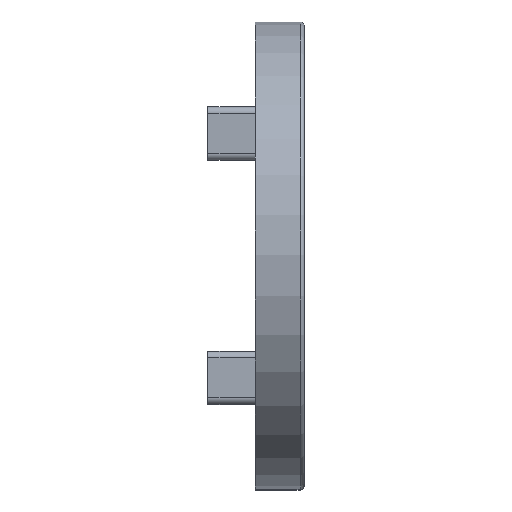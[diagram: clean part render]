
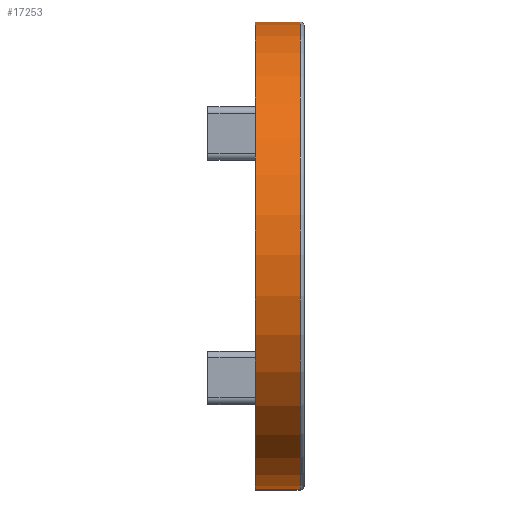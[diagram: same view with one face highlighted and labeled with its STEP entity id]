
A CAD part, top view. The second image highlights one B-rep face of the part: STEP entity #17253.
In plain terms, the highlighted cylindrical face has radius 17.25 mm (diameter 34.5 mm), a partial arc.
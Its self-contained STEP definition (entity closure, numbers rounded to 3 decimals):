
#1394 = VECTOR ( 'NONE', #17398, 1000. ) ;
#1762 = DIRECTION ( 'NONE',  ( -1., 0., 0. ) ) ;
#1813 = CARTESIAN_POINT ( 'NONE',  ( 3.6, 0., 20.25 ) ) ;
#3050 = ORIENTED_EDGE ( 'NONE', *, *, #5896, .T. ) ;
#3263 = VERTEX_POINT ( 'NONE', #9616 ) ;
#3919 = EDGE_LOOP ( 'NONE', ( #20345, #3050, #21795, #12352 ) ) ;
#5032 = CIRCLE ( 'NONE', #6946, 17.25 ) ;
#5422 = DIRECTION ( 'NONE',  ( -1., 0., 0. ) ) ;
#5734 = LINE ( 'NONE', #6960, #1394 ) ;
#5896 = EDGE_CURVE ( 'NONE', #15250, #3263, #5032, .T. ) ;
#6946 = AXIS2_PLACEMENT_3D ( 'NONE', #17464, #5422, #7022 ) ;
#6960 = CARTESIAN_POINT ( 'NONE',  ( 3.6, -17.25, 20.25 ) ) ;
#7022 = DIRECTION ( 'NONE',  ( 0., 0., -1. ) ) ;
#7288 = DIRECTION ( 'NONE',  ( -1., 0., 0. ) ) ;
#8355 = DIRECTION ( 'NONE',  ( 0., 0., 1. ) ) ;
#9154 = LINE ( 'NONE', #15848, #15429 ) ;
#9616 = CARTESIAN_POINT ( 'NONE',  ( 3.3, 17.25, 20.25 ) ) ;
#9649 = AXIS2_PLACEMENT_3D ( 'NONE', #1813, #7288, #8355 ) ;
#10441 = EDGE_CURVE ( 'NONE', #15250, #16294, #5734, .T. ) ;
#11327 = CARTESIAN_POINT ( 'NONE',  ( 0., 17.25, 20.25 ) ) ;
#12352 = ORIENTED_EDGE ( 'NONE', *, *, #17024, .T. ) ;
#13181 = DIRECTION ( 'NONE',  ( 1., 0., 0. ) ) ;
#15052 = CARTESIAN_POINT ( 'NONE',  ( 3.3, -17.25, 20.25 ) ) ;
#15250 = VERTEX_POINT ( 'NONE', #15052 ) ;
#15429 = VECTOR ( 'NONE', #1762, 1000. ) ;
#15772 = FACE_OUTER_BOUND ( 'NONE', #3919, .T. ) ;
#15848 = CARTESIAN_POINT ( 'NONE',  ( 3.6, 17.25, 20.25 ) ) ;
#16294 = VERTEX_POINT ( 'NONE', #16730 ) ;
#16730 = CARTESIAN_POINT ( 'NONE',  ( 0., -17.25, 20.25 ) ) ;
#17024 = EDGE_CURVE ( 'NONE', #21177, #16294, #22269, .T. ) ;
#17253 = ADVANCED_FACE ( 'NONE', ( #15772 ), #19844, .T. ) ;
#17398 = DIRECTION ( 'NONE',  ( -1., 0., 0. ) ) ;
#17464 = CARTESIAN_POINT ( 'NONE',  ( 3.3, 0., 20.25 ) ) ;
#19698 = EDGE_CURVE ( 'NONE', #3263, #21177, #9154, .T. ) ;
#19844 = CYLINDRICAL_SURFACE ( 'NONE', #9649, 17.25 ) ;
#19853 = CARTESIAN_POINT ( 'NONE',  ( 0., 0., 20.25 ) ) ;
#20345 = ORIENTED_EDGE ( 'NONE', *, *, #10441, .F. ) ;
#21177 = VERTEX_POINT ( 'NONE', #11327 ) ;
#21647 = DIRECTION ( 'NONE',  ( 0., 0., -1. ) ) ;
#21795 = ORIENTED_EDGE ( 'NONE', *, *, #19698, .T. ) ;
#22007 = AXIS2_PLACEMENT_3D ( 'NONE', #19853, #13181, #21647 ) ;
#22269 = CIRCLE ( 'NONE', #22007, 17.25 ) ;
